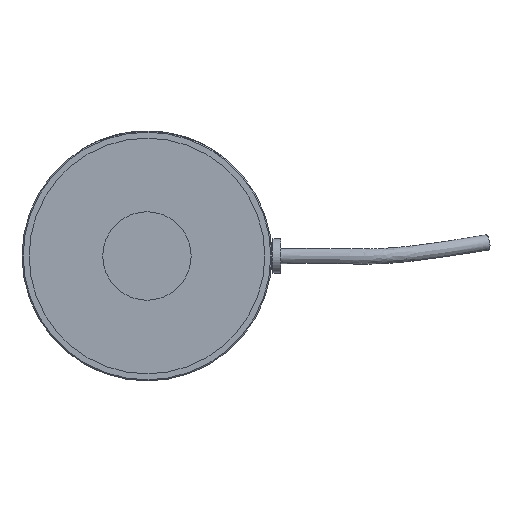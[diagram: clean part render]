
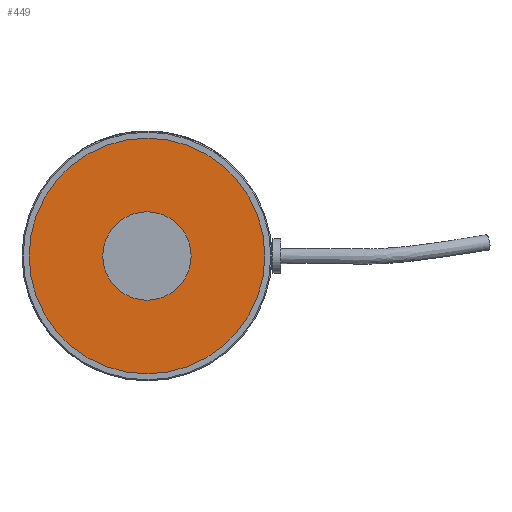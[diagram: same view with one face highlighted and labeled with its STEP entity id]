
A CAD part, front view. The second image highlights one B-rep face of the part: STEP entity #449.
In plain terms, the highlighted planar face has unit normal (0, -1, 0).
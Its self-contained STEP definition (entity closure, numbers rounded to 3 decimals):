
#449 = ADVANCED_FACE( '', ( #920, #921 ), #922, .F. );
#920 = FACE_BOUND( '', #1527, .T. );
#921 = FACE_OUTER_BOUND( '', #1528, .T. );
#922 = PLANE( '', #1529 );
#1527 = EDGE_LOOP( '', ( #2876 ) );
#1528 = EDGE_LOOP( '', ( #2877 ) );
#1529 = AXIS2_PLACEMENT_3D( '', #2878, #2879, #2880 );
#2876 = ORIENTED_EDGE( '', *, *, #3148, .T. );
#2877 = ORIENTED_EDGE( '', *, *, #3419, .F. );
#2878 = CARTESIAN_POINT( '', ( 0., -41., 0. ) );
#2879 = DIRECTION( '', ( 0., 1., 0. ) );
#2880 = DIRECTION( '', ( 0., 0., 1. ) );
#3148 = EDGE_CURVE( '', #3736, #3736, #3737, .T. );
#3419 = EDGE_CURVE( '', #4107, #4107, #4108, .T. );
#3736 = VERTEX_POINT( '', #4788 );
#3737 = CIRCLE( '', #4789, 11.5 );
#4107 = VERTEX_POINT( '', #5757 );
#4108 = CIRCLE( '', #5758, 30.65 );
#4788 = CARTESIAN_POINT( '', ( 11.5, -41., 0. ) );
#4789 = AXIS2_PLACEMENT_3D( '', #5925, #5926, #5927 );
#5757 = CARTESIAN_POINT( '', ( 30.65, -41., 0. ) );
#5758 = AXIS2_PLACEMENT_3D( '', #6148, #6149, #6150 );
#5925 = CARTESIAN_POINT( '', ( 0., -41., 0. ) );
#5926 = DIRECTION( '', ( 0., 1., 0. ) );
#5927 = DIRECTION( '', ( 1., 0., 0. ) );
#6148 = CARTESIAN_POINT( '', ( 0., -41., 0. ) );
#6149 = DIRECTION( '', ( 0., 1., 0. ) );
#6150 = DIRECTION( '', ( 1., 0., 0. ) );
